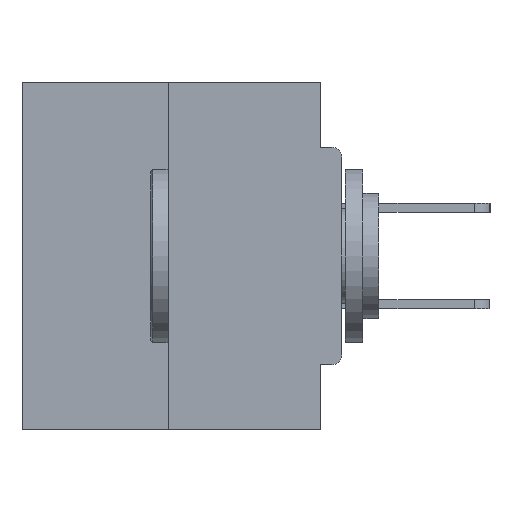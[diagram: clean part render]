
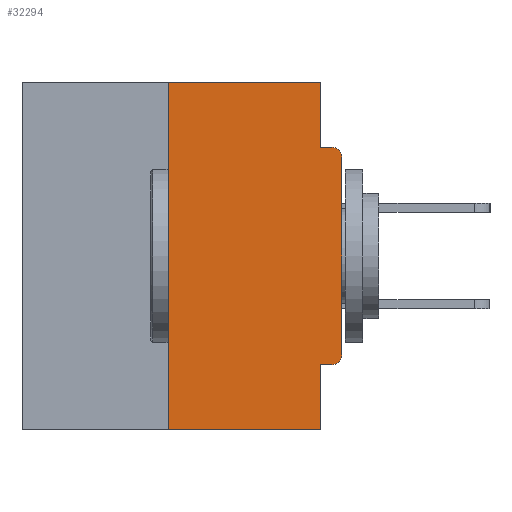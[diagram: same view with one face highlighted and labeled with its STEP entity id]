
A CAD part, left-side view. The second image highlights one B-rep face of the part: STEP entity #32294.
In plain terms, the highlighted planar face has unit normal (-1, 0, 0).
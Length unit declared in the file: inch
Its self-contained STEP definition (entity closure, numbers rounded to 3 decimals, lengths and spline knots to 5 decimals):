
#106 = DIRECTION ( 'NONE',  ( 1., 0., 0. ) ) ;
#169 = EDGE_CURVE ( 'NONE', #23574, #2282, #4222, .T. ) ;
#320 = CARTESIAN_POINT ( 'NONE',  ( 0., 0., 0. ) ) ;
#323 = ORIENTED_EDGE ( 'NONE', *, *, #25602, .T. ) ;
#628 = LINE ( 'NONE', #320, #18517 ) ;
#1343 = CARTESIAN_POINT ( 'NONE',  ( 0., 0.25, 0. ) ) ;
#1347 = EDGE_CURVE ( 'NONE', #2282, #31436, #23242, .T. ) ;
#1607 = EDGE_LOOP ( 'NONE', ( #29765, #31332, #23840, #13051, #27409, #323, #23477, #32600, #4912, #19853 ) ) ;
#1982 = FACE_OUTER_BOUND ( 'NONE', #1607, .T. ) ;
#2117 = CARTESIAN_POINT ( 'NONE',  ( 0., 0., -0.3915 ) ) ;
#2203 = VERTEX_POINT ( 'NONE', #2758 ) ;
#2282 = VERTEX_POINT ( 'NONE', #21216 ) ;
#2625 = VECTOR ( 'NONE', #19873, 39.37008 ) ;
#2723 = AXIS2_PLACEMENT_3D ( 'NONE', #19188, #14394, #11523 ) ;
#2758 = CARTESIAN_POINT ( 'NONE',  ( 0., 0.015, -0.0935 ) ) ;
#2797 = PLANE ( 'NONE',  #5124 ) ;
#4222 = LINE ( 'NONE', #15469, #16921 ) ;
#4818 = VERTEX_POINT ( 'NONE', #26006 ) ;
#4878 = CARTESIAN_POINT ( 'NONE',  ( 0., 0., -0.0935 ) ) ;
#4912 = ORIENTED_EDGE ( 'NONE', *, *, #15852, .F. ) ;
#5124 = AXIS2_PLACEMENT_3D ( 'NONE', #25268, #106, #7896 ) ;
#5472 = CARTESIAN_POINT ( 'NONE',  ( 0., 0., -0.1085 ) ) ;
#5907 = CARTESIAN_POINT ( 'NONE',  ( 0., 0.015, -0.4065 ) ) ;
#7248 = DIRECTION ( 'NONE',  ( 0., 0., -1. ) ) ;
#7642 = CARTESIAN_POINT ( 'NONE',  ( 0., 0.031, -0.4065 ) ) ;
#7896 = DIRECTION ( 'NONE',  ( 0., 0., -1. ) ) ;
#7983 = EDGE_CURVE ( 'NONE', #17327, #2203, #32392, .T. ) ;
#8678 = DIRECTION ( 'NONE',  ( 0., 1., 0. ) ) ;
#8833 = EDGE_CURVE ( 'NONE', #18760, #18531, #12838, .T. ) ;
#8850 = VECTOR ( 'NONE', #8678, 39.37008 ) ;
#9303 = VECTOR ( 'NONE', #25271, 39.37008 ) ;
#9488 = CARTESIAN_POINT ( 'NONE',  ( 0., 0.031, 0. ) ) ;
#10454 = EDGE_CURVE ( 'NONE', #18531, #21875, #13151, .T. ) ;
#11395 = DIRECTION ( 'NONE',  ( 0., 0., 1. ) ) ;
#11523 = DIRECTION ( 'NONE',  ( 0., 0., -1. ) ) ;
#11976 = DIRECTION ( 'NONE',  ( 0., -1., 0. ) ) ;
#12838 = LINE ( 'NONE', #16233, #8850 ) ;
#13051 = ORIENTED_EDGE ( 'NONE', *, *, #10454, .F. ) ;
#13151 = LINE ( 'NONE', #27470, #13534 ) ;
#13534 = VECTOR ( 'NONE', #7248, 39.37008 ) ;
#13675 = VERTEX_POINT ( 'NONE', #2117 ) ;
#14394 = DIRECTION ( 'NONE',  ( -1., 0., 0. ) ) ;
#15327 = VECTOR ( 'NONE', #11395, 39.37008 ) ;
#15440 = EDGE_CURVE ( 'NONE', #13675, #17327, #628, .T. ) ;
#15469 = CARTESIAN_POINT ( 'NONE',  ( 0., 0.46, 0. ) ) ;
#15744 = AXIS2_PLACEMENT_3D ( 'NONE', #29963, #17152, #27379 ) ;
#15852 = EDGE_CURVE ( 'NONE', #31436, #2203, #16524, .T. ) ;
#16233 = CARTESIAN_POINT ( 'NONE',  ( 0., 0., -0.4065 ) ) ;
#16524 = LINE ( 'NONE', #4878, #2625 ) ;
#16921 = VECTOR ( 'NONE', #18232, 39.37008 ) ;
#17152 = DIRECTION ( 'NONE',  ( -1., 0., 0. ) ) ;
#17182 = LINE ( 'NONE', #29645, #19980 ) ;
#17327 = VERTEX_POINT ( 'NONE', #5472 ) ;
#18084 = LINE ( 'NONE', #18962, #15327 ) ;
#18232 = DIRECTION ( 'NONE',  ( 0., -1., 0. ) ) ;
#18517 = VECTOR ( 'NONE', #26149, 39.37008 ) ;
#18531 = VERTEX_POINT ( 'NONE', #7642 ) ;
#18760 = VERTEX_POINT ( 'NONE', #5907 ) ;
#18882 = CARTESIAN_POINT ( 'NONE',  ( 0., 0.031, -0.5 ) ) ;
#18962 = CARTESIAN_POINT ( 'NONE',  ( 0., 0.25, 0. ) ) ;
#19188 = CARTESIAN_POINT ( 'NONE',  ( 0., 0.015, -0.1085 ) ) ;
#19853 = ORIENTED_EDGE ( 'NONE', *, *, #1347, .F. ) ;
#19873 = DIRECTION ( 'NONE',  ( 0., -1., 0. ) ) ;
#19980 = VECTOR ( 'NONE', #11976, 39.37008 ) ;
#21216 = CARTESIAN_POINT ( 'NONE',  ( 0., 0.031, 0. ) ) ;
#21875 = VERTEX_POINT ( 'NONE', #18882 ) ;
#23242 = LINE ( 'NONE', #9488, #9303 ) ;
#23477 = ORIENTED_EDGE ( 'NONE', *, *, #15440, .T. ) ;
#23574 = VERTEX_POINT ( 'NONE', #1343 ) ;
#23840 = ORIENTED_EDGE ( 'NONE', *, *, #30873, .T. ) ;
#25268 = CARTESIAN_POINT ( 'NONE',  ( 0., 0.46, 0. ) ) ;
#25271 = DIRECTION ( 'NONE',  ( 0., 0., -1. ) ) ;
#25517 = EDGE_CURVE ( 'NONE', #4818, #23574, #18084, .T. ) ;
#25602 = EDGE_CURVE ( 'NONE', #18760, #13675, #31652, .T. ) ;
#26006 = CARTESIAN_POINT ( 'NONE',  ( 0., 0.25, -0.5 ) ) ;
#26149 = DIRECTION ( 'NONE',  ( 0., 0., 1. ) ) ;
#26969 = CARTESIAN_POINT ( 'NONE',  ( 0., 0.031, -0.0935 ) ) ;
#27379 = DIRECTION ( 'NONE',  ( 0., 0., -1. ) ) ;
#27409 = ORIENTED_EDGE ( 'NONE', *, *, #8833, .F. ) ;
#27470 = CARTESIAN_POINT ( 'NONE',  ( 0., 0.031, -0.5 ) ) ;
#29645 = CARTESIAN_POINT ( 'NONE',  ( 0., 0.46, -0.5 ) ) ;
#29765 = ORIENTED_EDGE ( 'NONE', *, *, #169, .F. ) ;
#29963 = CARTESIAN_POINT ( 'NONE',  ( 0., 0.015, -0.3915 ) ) ;
#30873 = EDGE_CURVE ( 'NONE', #4818, #21875, #17182, .T. ) ;
#31332 = ORIENTED_EDGE ( 'NONE', *, *, #25517, .F. ) ;
#31436 = VERTEX_POINT ( 'NONE', #26969 ) ;
#31652 = CIRCLE ( 'NONE', #15744, 0.015 ) ;
#32294 = ADVANCED_FACE ( 'NONE', ( #1982 ), #2797, .F. ) ;
#32392 = CIRCLE ( 'NONE', #2723, 0.015 ) ;
#32600 = ORIENTED_EDGE ( 'NONE', *, *, #7983, .T. ) ;
